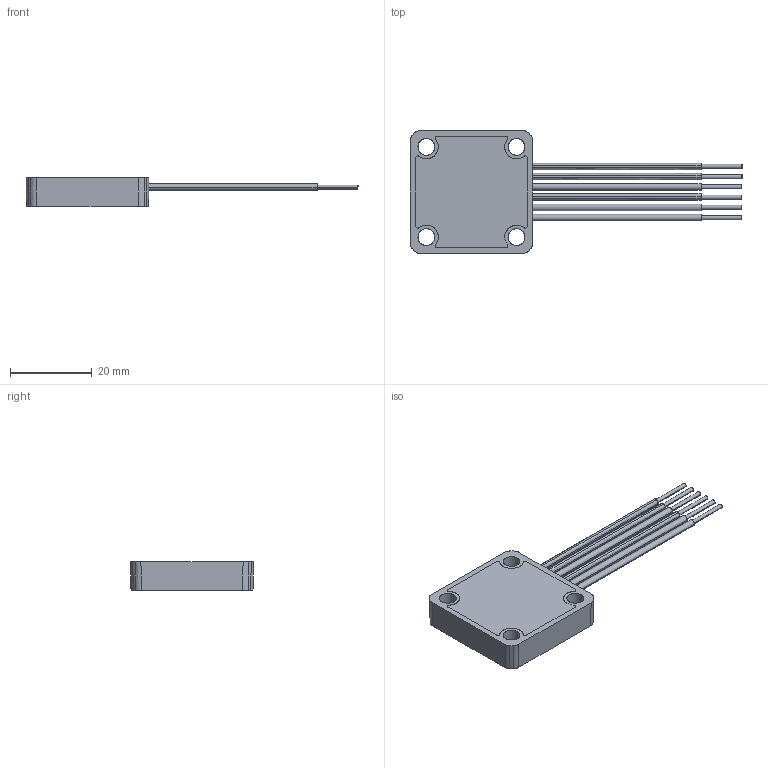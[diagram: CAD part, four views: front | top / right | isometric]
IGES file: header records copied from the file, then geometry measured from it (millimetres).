
Start section: SolidWorks IGES file using analytic representation for surfaces
Global section: file name: 518052.IGS; native system: SolidWorks 2010; preprocessor: SolidWorks 2010; author: Konstantinidis; date: 111117.093327; units: millimetre
Bounding box: 81 x 30 x 7 mm (x, y, z)
Surface area: 4723.9 mm2 (no closed solid volume)
Topology: 0 solids, 0 shells, 96 faces, 1348 edges, 1348 vertices
Faces by surface type: revolution 63, bspline 33
